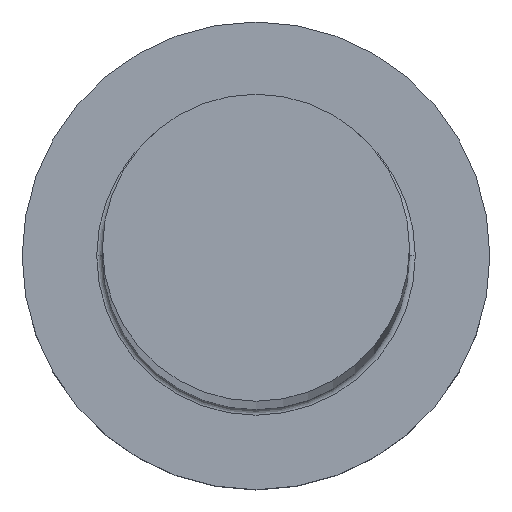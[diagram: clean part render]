
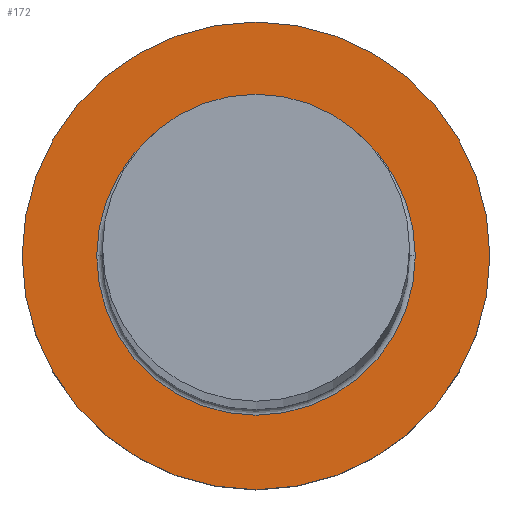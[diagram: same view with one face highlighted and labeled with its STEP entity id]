
A CAD part, top view. The second image highlights one B-rep face of the part: STEP entity #172.
In plain terms, the highlighted planar face has unit normal (0, 0, 1).
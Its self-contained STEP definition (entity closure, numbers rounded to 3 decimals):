
#3 = CARTESIAN_POINT ( 'NONE',  ( 0., 0., 5. ) ) ;
#15 = CIRCLE ( 'NONE', #100, 5.45 ) ;
#21 = EDGE_LOOP ( 'NONE', ( #276, #97 ) ) ;
#22 = EDGE_CURVE ( 'NONE', #274, #303, #27, .T. ) ;
#23 = CARTESIAN_POINT ( 'NONE',  ( 0., 0., 5. ) ) ;
#27 = CIRCLE ( 'NONE', #93, 8. ) ;
#30 = AXIS2_PLACEMENT_3D ( 'NONE', #152, #266, #50 ) ;
#50 = DIRECTION ( 'NONE',  ( 1., 0., 0. ) ) ;
#60 = DIRECTION ( 'NONE',  ( 0., 0., -1. ) ) ;
#62 = EDGE_CURVE ( 'NONE', #191, #167, #15, .T. ) ;
#65 = DIRECTION ( 'NONE',  ( 0., 0., 1. ) ) ;
#68 = EDGE_LOOP ( 'NONE', ( #89, #298 ) ) ;
#75 = FACE_OUTER_BOUND ( 'NONE', #21, .T. ) ;
#89 = ORIENTED_EDGE ( 'NONE', *, *, #62, .T. ) ;
#93 = AXIS2_PLACEMENT_3D ( 'NONE', #23, #65, #117 ) ;
#97 = ORIENTED_EDGE ( 'NONE', *, *, #22, .T. ) ;
#100 = AXIS2_PLACEMENT_3D ( 'NONE', #211, #60, #300 ) ;
#102 = DIRECTION ( 'NONE',  ( 1., 0., 0. ) ) ;
#109 = CARTESIAN_POINT ( 'NONE',  ( 8., 0., 5. ) ) ;
#117 = DIRECTION ( 'NONE',  ( 1., 0., 0. ) ) ;
#123 = CIRCLE ( 'NONE', #163, 5.45 ) ;
#124 = FACE_BOUND ( 'NONE', #68, .T. ) ;
#131 = CARTESIAN_POINT ( 'NONE',  ( -8., 0., 5. ) ) ;
#135 = EDGE_CURVE ( 'NONE', #167, #191, #123, .T. ) ;
#148 = CARTESIAN_POINT ( 'NONE',  ( -5.45, 0., 5. ) ) ;
#152 = CARTESIAN_POINT ( 'NONE',  ( 0., 0., 5. ) ) ;
#156 = DIRECTION ( 'NONE',  ( 1., 0., 0. ) ) ;
#163 = AXIS2_PLACEMENT_3D ( 'NONE', #3, #174, #102 ) ;
#167 = VERTEX_POINT ( 'NONE', #148 ) ;
#172 = ADVANCED_FACE ( 'NONE', ( #124, #75 ), #173, .T. ) ;
#173 = PLANE ( 'NONE',  #30 ) ;
#174 = DIRECTION ( 'NONE',  ( 0., 0., -1. ) ) ;
#175 = CARTESIAN_POINT ( 'NONE',  ( 5.45, 0., 5. ) ) ;
#177 = DIRECTION ( 'NONE',  ( 0., 0., 1. ) ) ;
#191 = VERTEX_POINT ( 'NONE', #175 ) ;
#211 = CARTESIAN_POINT ( 'NONE',  ( 0., 0., 5. ) ) ;
#215 = CIRCLE ( 'NONE', #295, 8. ) ;
#266 = DIRECTION ( 'NONE',  ( 0., 0., 1. ) ) ;
#273 = EDGE_CURVE ( 'NONE', #303, #274, #215, .T. ) ;
#274 = VERTEX_POINT ( 'NONE', #109 ) ;
#276 = ORIENTED_EDGE ( 'NONE', *, *, #273, .T. ) ;
#289 = CARTESIAN_POINT ( 'NONE',  ( 0., 0., 5. ) ) ;
#295 = AXIS2_PLACEMENT_3D ( 'NONE', #289, #177, #156 ) ;
#298 = ORIENTED_EDGE ( 'NONE', *, *, #135, .T. ) ;
#300 = DIRECTION ( 'NONE',  ( 1., 0., 0. ) ) ;
#303 = VERTEX_POINT ( 'NONE', #131 ) ;
